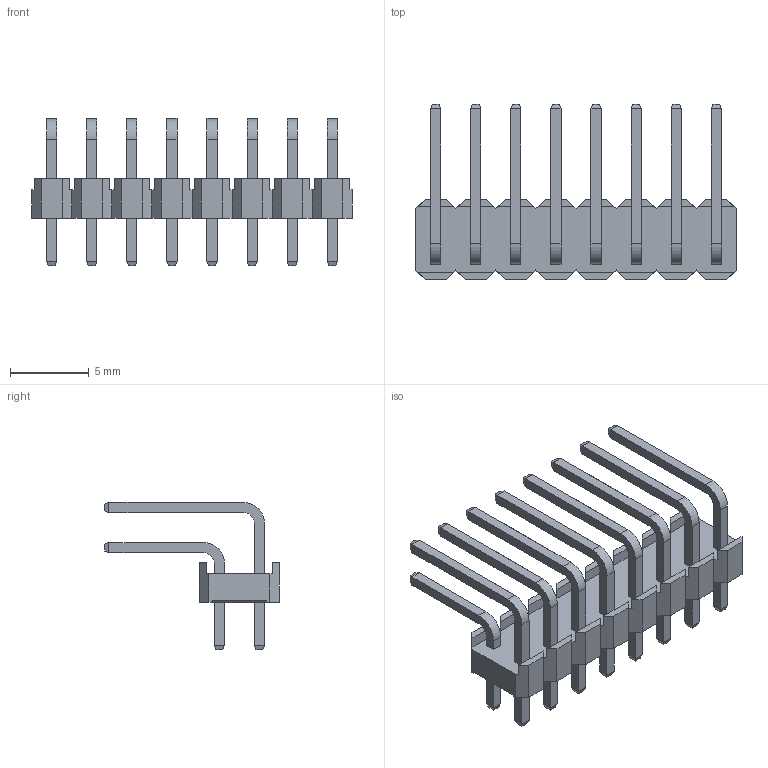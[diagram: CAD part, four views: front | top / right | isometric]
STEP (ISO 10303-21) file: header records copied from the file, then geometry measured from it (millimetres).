
FILE_DESCRIPTION(('STEP AP214'), '1');
FILE_NAME('PLD-R8', '', ('UNSPECIFIED'), ('UNSPECIFIED'), 'ASCON STEP Converter 1.6', 'ASCON Math Kernel', '');
FILE_SCHEMA(('AUTOMOTIVE_DESIGN { 1 0 10303 214 3 1 1}'));
Length unit declared in the file: millimetre
Bounding box: 20.32 x 11.08 x 9.32 mm (x, y, z)
Volume: 274.6 mm3; surface area: 918.5 mm2
Topology: 1 solids, 1 shells, 479 faces, 1186 edges, 748 vertices
Faces by surface type: plane 447, cylinder 32
Entity records: 17652 total; most frequent: CARTESIAN_POINT 2414, ORIENTED_EDGE 2372, DIRECTION 2210, EDGE_CURVE 1186, LINE 1122, VECTOR 1122, VERTEX_POINT 748, AXIS2_PLACEMENT_3D 544
